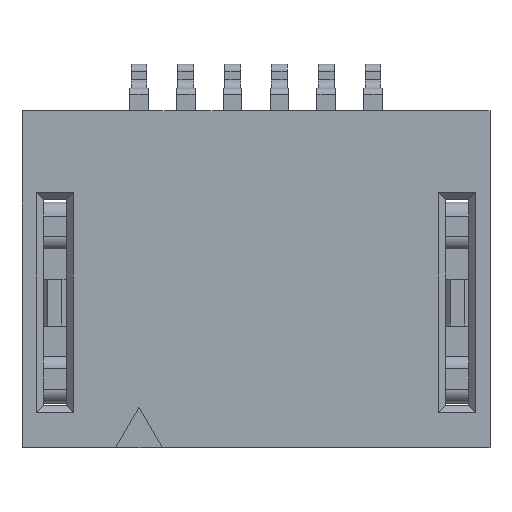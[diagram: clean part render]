
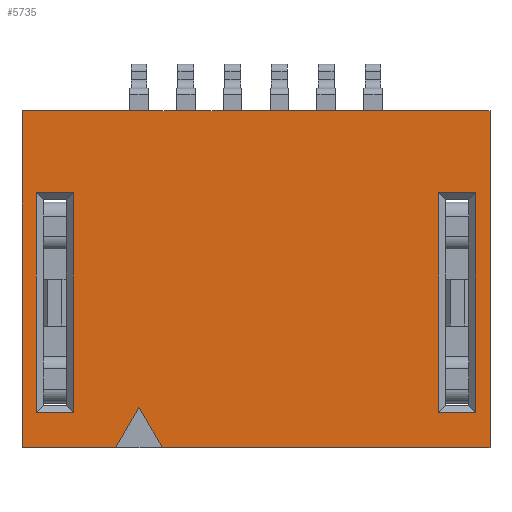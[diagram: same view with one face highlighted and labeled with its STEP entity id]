
A CAD part, top view. The second image highlights one B-rep face of the part: STEP entity #5735.
In plain terms, the highlighted planar face has unit normal (0, 0, 1).
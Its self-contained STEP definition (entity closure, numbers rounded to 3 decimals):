
#338=ORIENTED_EDGE('',*,*,#2072,.T.);
#339=ORIENTED_EDGE('',*,*,#2073,.T.);
#340=ORIENTED_EDGE('',*,*,#2074,.T.);
#341=ORIENTED_EDGE('',*,*,#2075,.T.);
#342=ORIENTED_EDGE('',*,*,#2076,.T.);
#343=ORIENTED_EDGE('',*,*,#2077,.T.);
#344=ORIENTED_EDGE('',*,*,#2078,.T.);
#345=ORIENTED_EDGE('',*,*,#2079,.T.);
#346=ORIENTED_EDGE('',*,*,#2080,.F.);
#347=ORIENTED_EDGE('',*,*,#2081,.T.);
#348=ORIENTED_EDGE('',*,*,#2082,.T.);
#349=ORIENTED_EDGE('',*,*,#2083,.F.);
#350=ORIENTED_EDGE('',*,*,#2084,.T.);
#351=ORIENTED_EDGE('',*,*,#2085,.T.);
#352=ORIENTED_EDGE('',*,*,#2086,.F.);
#2072=EDGE_CURVE('',#2939,#2940,#3493,.T.);
#2073=EDGE_CURVE('',#2940,#2941,#3494,.T.);
#2074=EDGE_CURVE('',#2941,#2942,#3495,.T.);
#2075=EDGE_CURVE('',#2942,#2939,#3496,.T.);
#2076=EDGE_CURVE('',#2943,#2944,#3497,.T.);
#2077=EDGE_CURVE('',#2944,#2945,#3498,.T.);
#2078=EDGE_CURVE('',#2945,#2946,#3499,.T.);
#2079=EDGE_CURVE('',#2946,#2943,#3500,.T.);
#2080=EDGE_CURVE('',#2947,#2948,#3501,.T.);
#2081=EDGE_CURVE('',#2947,#2949,#3502,.T.);
#2082=EDGE_CURVE('',#2949,#2950,#3503,.T.);
#2083=EDGE_CURVE('',#2951,#2950,#3504,.T.);
#2084=EDGE_CURVE('',#2951,#2952,#3505,.T.);
#2085=EDGE_CURVE('',#2952,#2953,#3506,.T.);
#2086=EDGE_CURVE('',#2948,#2953,#3507,.T.);
#2939=VERTEX_POINT('',#9230);
#2940=VERTEX_POINT('',#9231);
#2941=VERTEX_POINT('',#9233);
#2942=VERTEX_POINT('',#9235);
#2943=VERTEX_POINT('',#9238);
#2944=VERTEX_POINT('',#9239);
#2945=VERTEX_POINT('',#9241);
#2946=VERTEX_POINT('',#9243);
#2947=VERTEX_POINT('',#9246);
#2948=VERTEX_POINT('',#9247);
#2949=VERTEX_POINT('',#9249);
#2950=VERTEX_POINT('',#9251);
#2951=VERTEX_POINT('',#9253);
#2952=VERTEX_POINT('',#9255);
#2953=VERTEX_POINT('',#9257);
#3493=LINE('',#9229,#4202);
#3494=LINE('',#9232,#4203);
#3495=LINE('',#9234,#4204);
#3496=LINE('',#9236,#4205);
#3497=LINE('',#9237,#4206);
#3498=LINE('',#9240,#4207);
#3499=LINE('',#9242,#4208);
#3500=LINE('',#9244,#4209);
#3501=LINE('',#9245,#4210);
#3502=LINE('',#9248,#4211);
#3503=LINE('',#9250,#4212);
#3504=LINE('',#9252,#4213);
#3505=LINE('',#9254,#4214);
#3506=LINE('',#9256,#4215);
#3507=LINE('',#9258,#4216);
#4202=VECTOR('',#7554,1000.);
#4203=VECTOR('',#7555,1000.);
#4204=VECTOR('',#7556,1000.);
#4205=VECTOR('',#7557,1000.);
#4206=VECTOR('',#7558,1000.);
#4207=VECTOR('',#7559,1000.);
#4208=VECTOR('',#7560,1000.);
#4209=VECTOR('',#7561,1000.);
#4210=VECTOR('',#7562,1000.);
#4211=VECTOR('',#7563,1000.);
#4212=VECTOR('',#7564,1000.);
#4213=VECTOR('',#7565,1000.);
#4214=VECTOR('',#7566,1000.);
#4215=VECTOR('',#7567,1000.);
#4216=VECTOR('',#7568,1000.);
#4887=EDGE_LOOP('',(#338,#339,#340,#341));
#4888=EDGE_LOOP('',(#342,#343,#344,#345));
#4889=EDGE_LOOP('',(#346,#347,#348,#349,#350,#351,#352));
#5202=FACE_BOUND('',#4887,.T.);
#5203=FACE_BOUND('',#4888,.T.);
#5204=FACE_BOUND('',#4889,.T.);
#5513=PLANE('',#7045);
#5735=ADVANCED_FACE('',(#5202,#5203,#5204),#5513,.T.);
#7045=AXIS2_PLACEMENT_3D('',#9228,#7552,#7553);
#7552=DIRECTION('',(0.,0.,1.));
#7553=DIRECTION('',(0.,-1.,0.));
#7554=DIRECTION('',(-1.,0.,0.));
#7555=DIRECTION('',(0.,1.,0.));
#7556=DIRECTION('',(1.,0.,0.));
#7557=DIRECTION('',(0.,-1.,0.));
#7558=DIRECTION('',(0.,1.,0.));
#7559=DIRECTION('',(1.,0.,0.));
#7560=DIRECTION('',(0.,-1.,0.));
#7561=DIRECTION('',(-1.,0.,0.));
#7562=DIRECTION('',(-1.,0.,0.));
#7563=DIRECTION('',(0.5,0.866,0.));
#7564=DIRECTION('',(0.5,-0.866,0.));
#7565=DIRECTION('',(-1.,0.,0.));
#7566=DIRECTION('',(0.,1.,0.));
#7567=DIRECTION('',(-1.,0.,0.));
#7568=DIRECTION('',(0.,1.,0.));
#9228=CARTESIAN_POINT('',(2.5,-1.8,0.58));
#9229=CARTESIAN_POINT('',(2.025,-1.425,0.58));
#9230=CARTESIAN_POINT('',(2.35,-1.425,0.58));
#9231=CARTESIAN_POINT('',(1.95,-1.425,0.58));
#9232=CARTESIAN_POINT('',(1.95,0.85,0.58));
#9233=CARTESIAN_POINT('',(1.95,0.925,0.58));
#9234=CARTESIAN_POINT('',(2.275,0.925,0.58));
#9235=CARTESIAN_POINT('',(2.35,0.925,0.58));
#9236=CARTESIAN_POINT('',(2.35,-1.35,0.58));
#9237=CARTESIAN_POINT('',(-2.35,-1.8,0.58));
#9238=CARTESIAN_POINT('',(-2.35,-1.425,0.58));
#9239=CARTESIAN_POINT('',(-2.35,0.925,0.58));
#9240=CARTESIAN_POINT('',(2.5,0.925,0.58));
#9241=CARTESIAN_POINT('',(-1.95,0.925,0.58));
#9242=CARTESIAN_POINT('',(-1.95,-1.8,0.58));
#9243=CARTESIAN_POINT('',(-1.95,-1.425,0.58));
#9244=CARTESIAN_POINT('',(2.5,-1.425,0.58));
#9245=CARTESIAN_POINT('',(2.5,-1.8,0.58));
#9246=CARTESIAN_POINT('',(-1.5,-1.8,0.58));
#9247=CARTESIAN_POINT('',(-2.5,-1.8,0.58));
#9248=CARTESIAN_POINT('',(-1.5,-1.8,0.58));
#9249=CARTESIAN_POINT('',(-1.25,-1.367,0.58));
#9250=CARTESIAN_POINT('',(-1.25,-1.367,0.58));
#9251=CARTESIAN_POINT('',(-1.,-1.8,0.58));
#9252=CARTESIAN_POINT('',(2.5,-1.8,0.58));
#9253=CARTESIAN_POINT('',(2.5,-1.8,0.58));
#9254=CARTESIAN_POINT('',(2.5,-1.8,0.58));
#9255=CARTESIAN_POINT('',(2.5,1.8,0.58));
#9256=CARTESIAN_POINT('',(2.5,1.8,0.58));
#9257=CARTESIAN_POINT('',(-2.5,1.8,0.58));
#9258=CARTESIAN_POINT('',(-2.5,-1.8,0.58));
